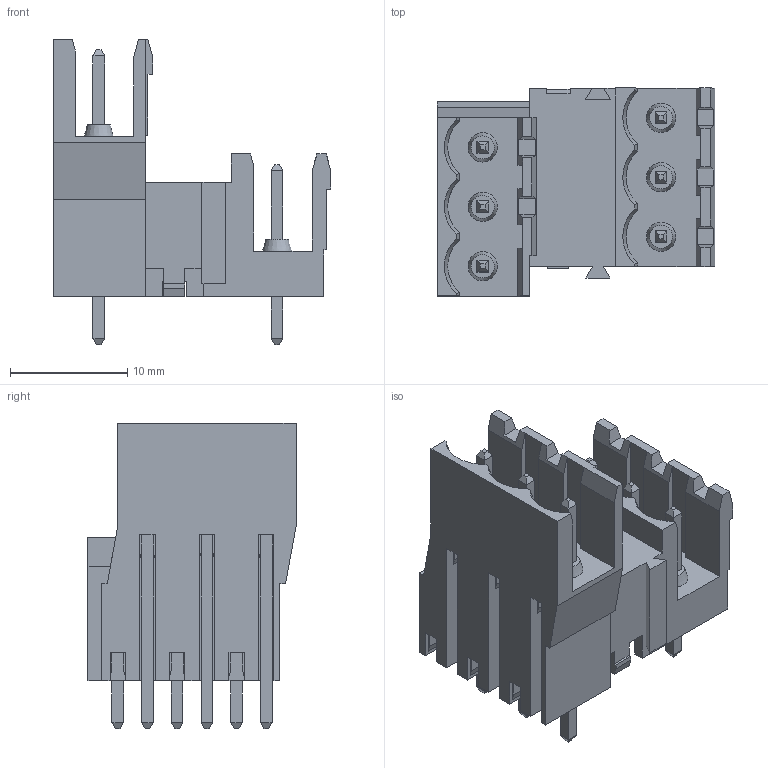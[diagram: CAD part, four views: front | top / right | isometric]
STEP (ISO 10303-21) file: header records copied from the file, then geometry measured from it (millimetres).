
FILE_DESCRIPTION(('STEP AP214'),'1');
FILE_NAME('PDSV03-5.08-V.stp','2017-12-12T16:14:04',(' '),(' '),'Spatial InterOp 3D',' ',' ');
FILE_SCHEMA(('automotive_design'));
Length unit declared in the file: metre
Products named in the file (1): 1
Bounding box: 23.74 x 17.78 x 26.1 mm (x, y, z)
Volume: 3401.5 mm3; surface area: 3588.2 mm2
Topology: 1 solids, 1 shells, 340 faces, 898 edges, 578 vertices
Faces by surface type: plane 322, cone 12, cylinder 6
Entity records: 12910 total; most frequent: CARTESIAN_POINT 1837, ORIENTED_EDGE 1774, DIRECTION 1587, EDGE_CURVE 887, LINE 845, VECTOR 845, VERTEX_POINT 573, AXIS2_PLACEMENT_3D 371
